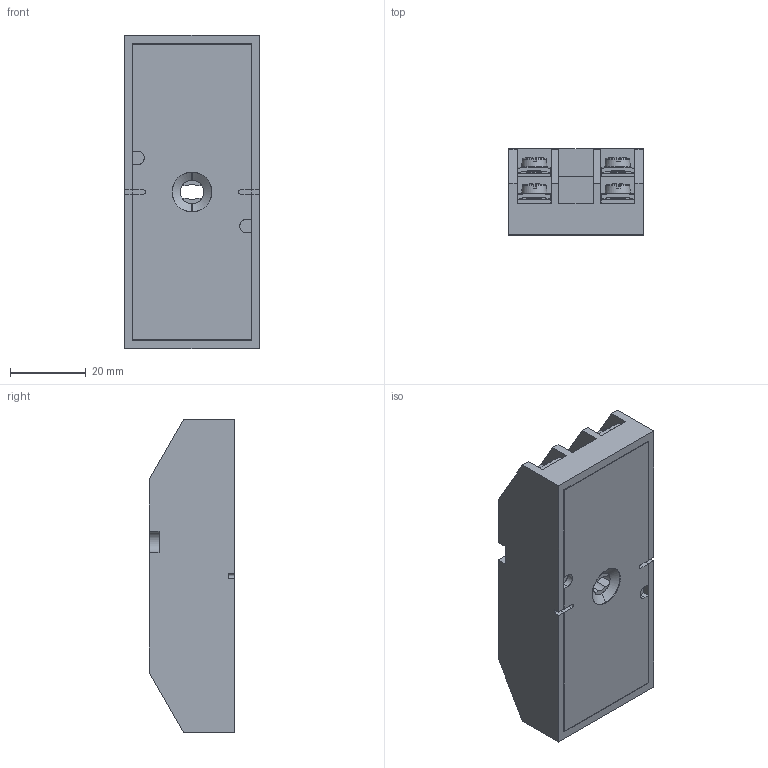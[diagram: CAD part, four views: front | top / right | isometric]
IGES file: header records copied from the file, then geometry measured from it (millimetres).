
Start section: SolidWorks IGES file using analytic representation for surfaces
Global section: file name: GZ8.IGS; native system: SolidWorks 2012; preprocessor: SolidWorks 2012; author: pikusl; date: 140918.103029; units: millimetre
Bounding box: 35.5 x 22.6 x 82.8 mm (x, y, z)
Surface area: 21125.3 mm2 (no closed solid volume)
Topology: 0 solids, 0 shells, 1218 faces, 12434 edges, 12434 vertices
Faces by surface type: bspline 880, revolution 338
